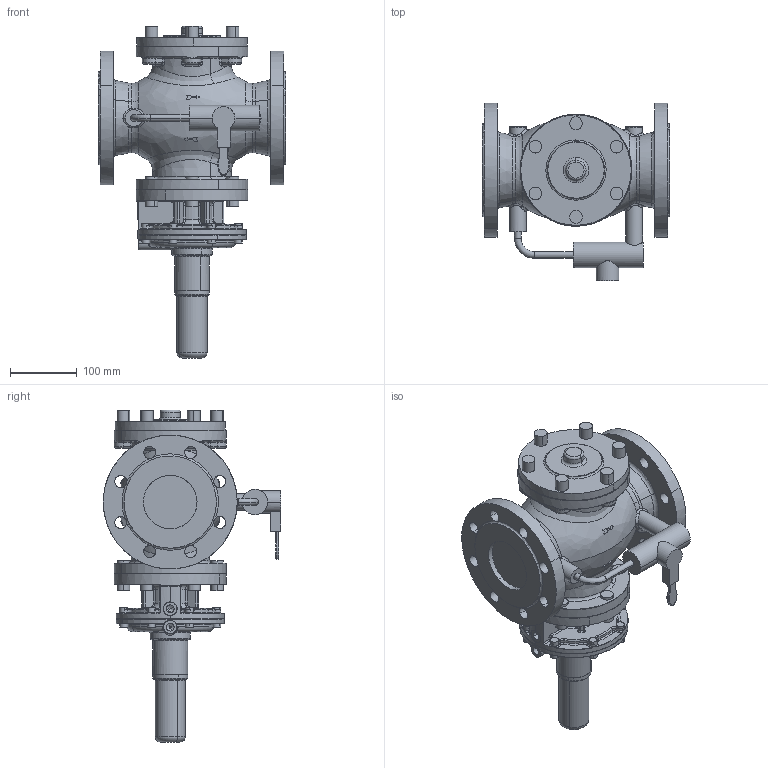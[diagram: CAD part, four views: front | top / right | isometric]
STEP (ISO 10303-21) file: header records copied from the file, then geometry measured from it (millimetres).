
FILE_DESCRIPTION(('CATIA V5 STEP Exchange'),'2;1');
FILE_NAME('S 104 DN 080-links.stp','2022-07-27T09:33:11+00:00',('none'),('none'),'CATIA Version 5-6 Release 2018 SP2','CATIA V5 STEP AP203','none');
FILE_SCHEMA(('CONFIG_CONTROL_DESIGN'));
Products named in the file (1): S 104 DN 080-links
Bounding box: 280.02 x 265.02 x 496 mm (x, y, z)
Volume: 7557615 mm3; surface area: 495700.9 mm2
Topology: 1 solids, 18 shells, 1115 faces, 3987 edges, 2880 vertices
Faces by surface type: cylinder 445, torus 268, plane 201, bspline 128, cone 55, sphere 18
Entity records: 65776 total; most frequent: CARTESIAN_POINT 36911, ORIENTED_EDGE 7880, EDGE_CURVE 3940, DIRECTION 3280, VERTEX_POINT 2880, B_SPLINE_CURVE_WITH_KNOTS 1994, AXIS2_PLACEMENT_3D 1949, CIRCLE 1276
